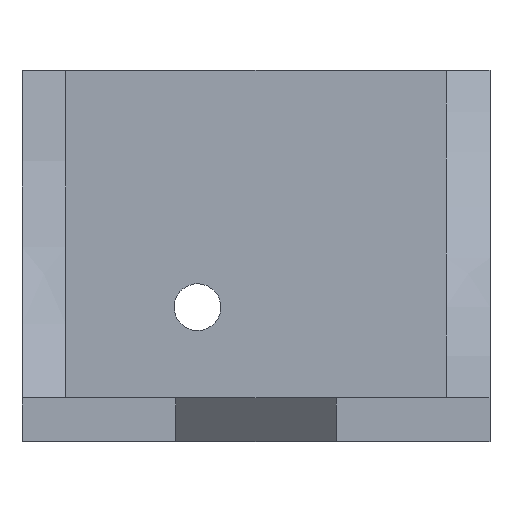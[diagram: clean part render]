
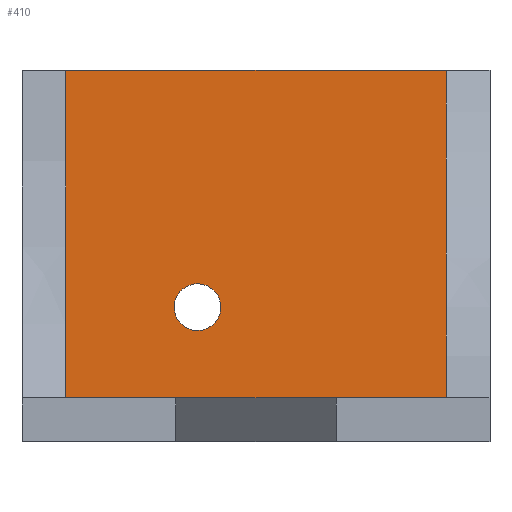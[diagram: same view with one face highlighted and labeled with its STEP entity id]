
A CAD part, front view. The second image highlights one B-rep face of the part: STEP entity #410.
In plain terms, the highlighted planar face has unit normal (0, -1, 0).
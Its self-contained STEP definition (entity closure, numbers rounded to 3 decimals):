
#77=CARTESIAN_POINT('Vertex',(-23.,28.,25.4)) ;
#121=CARTESIAN_POINT('Vertex',(-23.,28.,3.)) ;
#124=CARTESIAN_POINT('Line Origine',(-23.,28.,14.2)) ;
#158=CARTESIAN_POINT('Vertex',(3.,28.,25.4)) ;
#200=CARTESIAN_POINT('Line Origine',(3.,28.,14.2)) ;
#204=CARTESIAN_POINT('Vertex',(3.,28.,3.)) ;
#256=CARTESIAN_POINT('Line Origine',(-10.,28.,3.)) ;
#362=CARTESIAN_POINT('Line Origine',(-10.,28.,25.4)) ;
#381=CARTESIAN_POINT('Axis2P3D Location',(6.,28.,3.)) ;
#392=CARTESIAN_POINT('Axis2P3D Location',(-14.,28.,9.2)) ;
#396=CARTESIAN_POINT('Vertex',(-12.596,28.,9.967)) ;
#398=CARTESIAN_POINT('Vertex',(-15.404,28.,8.433)) ;
#401=CARTESIAN_POINT('Axis2P3D Location',(-14.,28.,9.2)) ;
#125=DIRECTION('Vector Direction',(0.,0.,-1.)) ;
#201=DIRECTION('Vector Direction',(0.,0.,1.)) ;
#257=DIRECTION('Vector Direction',(-1.,0.,0.)) ;
#363=DIRECTION('Vector Direction',(-1.,0.,0.)) ;
#382=DIRECTION('Axis2P3D Direction',(0.,1.,0.)) ;
#383=DIRECTION('Axis2P3D XDirection',(-1.,0.,0.)) ;
#393=DIRECTION('Axis2P3D Direction',(0.,1.,0.)) ;
#402=DIRECTION('Axis2P3D Direction',(0.,1.,0.)) ;
#384=AXIS2_PLACEMENT_3D('Plane Axis2P3D',#381,#382,#383) ;
#394=AXIS2_PLACEMENT_3D('Circle Axis2P3D',#392,#393,$) ;
#403=AXIS2_PLACEMENT_3D('Circle Axis2P3D',#401,#402,$) ;
#387=ORIENTED_EDGE('',*,*,#128,.T.) ;
#388=ORIENTED_EDGE('',*,*,#260,.T.) ;
#389=ORIENTED_EDGE('',*,*,#206,.T.) ;
#390=ORIENTED_EDGE('',*,*,#366,.F.) ;
#407=ORIENTED_EDGE('',*,*,#400,.T.) ;
#408=ORIENTED_EDGE('',*,*,#405,.T.) ;
#409=FACE_BOUND('',#406,.T.) ;
#126=VECTOR('Line Direction',#125,1.) ;
#202=VECTOR('Line Direction',#201,1.) ;
#258=VECTOR('Line Direction',#257,1.) ;
#364=VECTOR('Line Direction',#363,1.) ;
#410=ADVANCED_FACE('',(#391,#409),#385,.F.) ;
#395=CIRCLE('generated circle',#394,1.6) ;
#404=CIRCLE('generated circle',#403,1.6) ;
#128=EDGE_CURVE('',#78,#122,#127,.T.) ;
#206=EDGE_CURVE('',#205,#159,#203,.T.) ;
#260=EDGE_CURVE('',#122,#205,#259,.F.) ;
#366=EDGE_CURVE('',#78,#159,#365,.F.) ;
#400=EDGE_CURVE('',#397,#399,#395,.T.) ;
#405=EDGE_CURVE('',#399,#397,#404,.T.) ;
#386=EDGE_LOOP('',(#387,#388,#389,#390)) ;
#406=EDGE_LOOP('',(#407,#408)) ;
#391=FACE_OUTER_BOUND('',#386,.T.) ;
#127=LINE('Line',#124,#126) ;
#203=LINE('Line',#200,#202) ;
#259=LINE('Line',#256,#258) ;
#365=LINE('Line',#362,#364) ;
#385=PLANE('Plane',#384) ;
#78=VERTEX_POINT('',#77) ;
#122=VERTEX_POINT('',#121) ;
#159=VERTEX_POINT('',#158) ;
#205=VERTEX_POINT('',#204) ;
#397=VERTEX_POINT('',#396) ;
#399=VERTEX_POINT('',#398) ;
